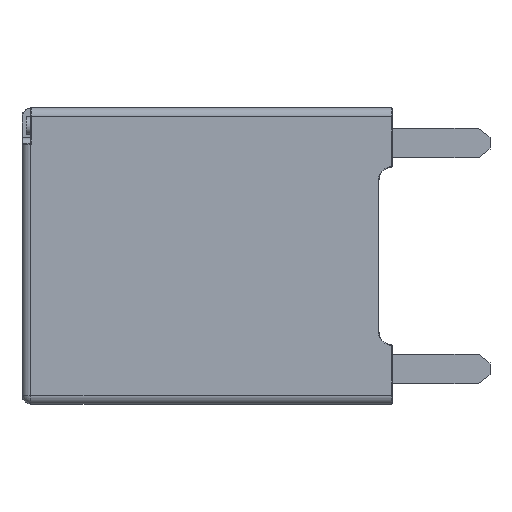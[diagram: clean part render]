
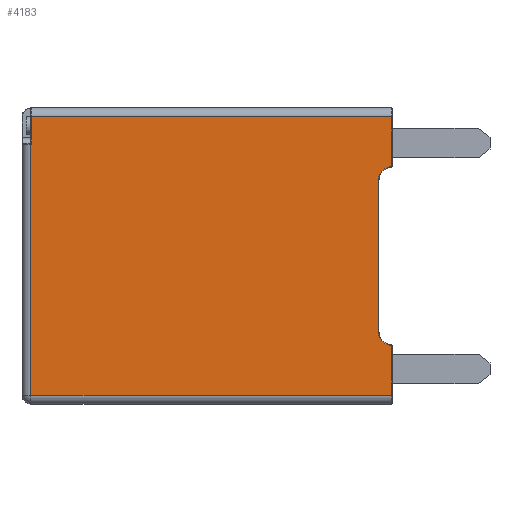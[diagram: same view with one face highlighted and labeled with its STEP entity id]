
A CAD part, left-side view. The second image highlights one B-rep face of the part: STEP entity #4183.
In plain terms, the highlighted planar face has unit normal (-1, 0, 0).
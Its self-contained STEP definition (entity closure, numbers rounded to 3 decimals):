
#15 = VECTOR ( 'NONE', #4294, 1000. ) ;
#30 = CARTESIAN_POINT ( 'NONE',  ( -14.5, 12.18, 4.7 ) ) ;
#101 = VECTOR ( 'NONE', #668, 1000. ) ;
#210 = ORIENTED_EDGE ( 'NONE', *, *, #5150, .T. ) ;
#337 = CARTESIAN_POINT ( 'NONE',  ( -14.5, 0.02, -5. ) ) ;
#430 = CARTESIAN_POINT ( 'NONE',  ( -14.5, 12.5, -4.7 ) ) ;
#561 = AXIS2_PLACEMENT_3D ( 'NONE', #2921, #5685, #4824 ) ;
#596 = EDGE_CURVE ( 'NONE', #3628, #3710, #4503, .T. ) ;
#668 = DIRECTION ( 'NONE',  ( 0., 0., 1. ) ) ;
#700 = LINE ( 'NONE', #1990, #5504 ) ;
#889 = DIRECTION ( 'NONE',  ( 0., 0., -1. ) ) ;
#949 = CIRCLE ( 'NONE', #5310, 0.47 ) ;
#957 = LINE ( 'NONE', #337, #5543 ) ;
#1058 = DIRECTION ( 'NONE',  ( 1., 0., 0. ) ) ;
#1158 = VERTEX_POINT ( 'NONE', #5531 ) ;
#1174 = VERTEX_POINT ( 'NONE', #5609 ) ;
#1291 = DIRECTION ( 'NONE',  ( 0., 0., -1. ) ) ;
#1294 = ORIENTED_EDGE ( 'NONE', *, *, #3472, .T. ) ;
#1414 = CARTESIAN_POINT ( 'NONE',  ( -14.5, 12.5, 3.78 ) ) ;
#1424 = CARTESIAN_POINT ( 'NONE',  ( -14.5, 0., -2.55 ) ) ;
#1852 = EDGE_CURVE ( 'NONE', #1967, #1174, #2427, .T. ) ;
#1967 = VERTEX_POINT ( 'NONE', #2890 ) ;
#1990 = CARTESIAN_POINT ( 'NONE',  ( -14.5, 0.47, -5. ) ) ;
#2194 = VECTOR ( 'NONE', #5968, 1000. ) ;
#2224 = ORIENTED_EDGE ( 'NONE', *, *, #4142, .T. ) ;
#2314 = LINE ( 'NONE', #430, #5012 ) ;
#2427 = CIRCLE ( 'NONE', #561, 0.47 ) ;
#2493 = LINE ( 'NONE', #4983, #5767 ) ;
#2582 = EDGE_CURVE ( 'NONE', #3710, #2604, #4905, .T. ) ;
#2604 = VERTEX_POINT ( 'NONE', #4827 ) ;
#2613 = VERTEX_POINT ( 'NONE', #2870 ) ;
#2696 = ORIENTED_EDGE ( 'NONE', *, *, #1852, .T. ) ;
#2718 = ORIENTED_EDGE ( 'NONE', *, *, #2771, .T. ) ;
#2771 = EDGE_CURVE ( 'NONE', #1174, #5951, #3162, .T. ) ;
#2820 = VECTOR ( 'NONE', #889, 1000. ) ;
#2870 = CARTESIAN_POINT ( 'NONE',  ( -14.5, 12.2, -4.7 ) ) ;
#2890 = CARTESIAN_POINT ( 'NONE',  ( -14.5, 0.47, 2.55 ) ) ;
#2921 = CARTESIAN_POINT ( 'NONE',  ( -14.5, 0., 2.55 ) ) ;
#3129 = AXIS2_PLACEMENT_3D ( 'NONE', #4744, #1058, #5655 ) ;
#3162 = LINE ( 'NONE', #4399, #101 ) ;
#3252 = VERTEX_POINT ( 'NONE', #5277 ) ;
#3312 = DIRECTION ( 'NONE',  ( 1., 0., 0. ) ) ;
#3451 = EDGE_LOOP ( 'NONE', ( #3601, #6013, #1294, #210, #5088, #2224, #4548, #2696, #2718, #5463 ) ) ;
#3463 = EDGE_CURVE ( 'NONE', #1158, #3252, #957, .T. ) ;
#3472 = EDGE_CURVE ( 'NONE', #2604, #2613, #2493, .T. ) ;
#3586 = EDGE_CURVE ( 'NONE', #5951, #3628, #4016, .T. ) ;
#3601 = ORIENTED_EDGE ( 'NONE', *, *, #596, .T. ) ;
#3613 = DIRECTION ( 'NONE',  ( 0., 0., 1. ) ) ;
#3628 = VERTEX_POINT ( 'NONE', #30 ) ;
#3691 = DIRECTION ( 'NONE',  ( 0., 0., -1. ) ) ;
#3710 = VERTEX_POINT ( 'NONE', #4687 ) ;
#3846 = DIRECTION ( 'NONE',  ( 0., 0., 1. ) ) ;
#3931 = VERTEX_POINT ( 'NONE', #4414 ) ;
#4016 = LINE ( 'NONE', #5501, #2194 ) ;
#4142 = EDGE_CURVE ( 'NONE', #3252, #3931, #949, .T. ) ;
#4183 = ADVANCED_FACE ( 'NONE', ( #5253 ), #5188, .F. ) ;
#4294 = DIRECTION ( 'NONE',  ( 0., 1., 0. ) ) ;
#4399 = CARTESIAN_POINT ( 'NONE',  ( -14.5, 0.02, -5. ) ) ;
#4414 = CARTESIAN_POINT ( 'NONE',  ( -14.5, 0.47, -2.55 ) ) ;
#4503 = LINE ( 'NONE', #5036, #2820 ) ;
#4548 = ORIENTED_EDGE ( 'NONE', *, *, #5754, .T. ) ;
#4618 = DIRECTION ( 'NONE',  ( 0., -1., 0. ) ) ;
#4687 = CARTESIAN_POINT ( 'NONE',  ( -14.5, 12.18, 3.78 ) ) ;
#4744 = CARTESIAN_POINT ( 'NONE',  ( -14.5, 12.5, -5. ) ) ;
#4786 = CARTESIAN_POINT ( 'NONE',  ( -14.5, 0.02, 4.7 ) ) ;
#4824 = DIRECTION ( 'NONE',  ( 0., 0., -1. ) ) ;
#4827 = CARTESIAN_POINT ( 'NONE',  ( -14.5, 12.2, 3.78 ) ) ;
#4905 = LINE ( 'NONE', #1414, #15 ) ;
#4983 = CARTESIAN_POINT ( 'NONE',  ( -14.5, 12.2, -5. ) ) ;
#5012 = VECTOR ( 'NONE', #4618, 1000. ) ;
#5036 = CARTESIAN_POINT ( 'NONE',  ( -14.5, 12.18, 3.8 ) ) ;
#5088 = ORIENTED_EDGE ( 'NONE', *, *, #3463, .T. ) ;
#5150 = EDGE_CURVE ( 'NONE', #2613, #1158, #2314, .T. ) ;
#5188 = PLANE ( 'NONE',  #3129 ) ;
#5253 = FACE_OUTER_BOUND ( 'NONE', #3451, .T. ) ;
#5277 = CARTESIAN_POINT ( 'NONE',  ( -14.5, 0.02, -3.02 ) ) ;
#5310 = AXIS2_PLACEMENT_3D ( 'NONE', #1424, #3312, #3691 ) ;
#5463 = ORIENTED_EDGE ( 'NONE', *, *, #3586, .T. ) ;
#5501 = CARTESIAN_POINT ( 'NONE',  ( -14.5, 12.5, 4.7 ) ) ;
#5504 = VECTOR ( 'NONE', #3846, 1000. ) ;
#5531 = CARTESIAN_POINT ( 'NONE',  ( -14.5, 0.02, -4.7 ) ) ;
#5543 = VECTOR ( 'NONE', #3613, 1000. ) ;
#5609 = CARTESIAN_POINT ( 'NONE',  ( -14.5, 0.02, 3.02 ) ) ;
#5655 = DIRECTION ( 'NONE',  ( 0., 0., -1. ) ) ;
#5685 = DIRECTION ( 'NONE',  ( 1., 0., 0. ) ) ;
#5754 = EDGE_CURVE ( 'NONE', #3931, #1967, #700, .T. ) ;
#5767 = VECTOR ( 'NONE', #1291, 1000. ) ;
#5951 = VERTEX_POINT ( 'NONE', #4786 ) ;
#5968 = DIRECTION ( 'NONE',  ( 0., 1., 0. ) ) ;
#6013 = ORIENTED_EDGE ( 'NONE', *, *, #2582, .T. ) ;
